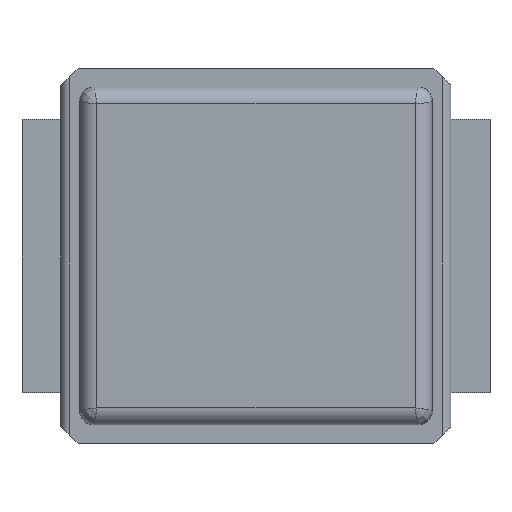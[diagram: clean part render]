
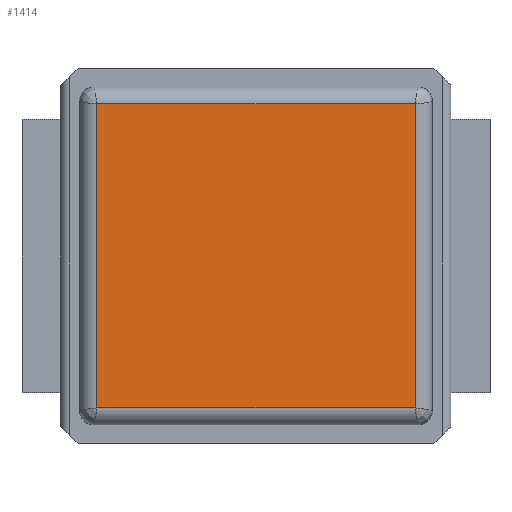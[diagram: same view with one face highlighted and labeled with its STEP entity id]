
A CAD part, top view. The second image highlights one B-rep face of the part: STEP entity #1414.
In plain terms, the highlighted planar face has unit normal (0, 0, 1).
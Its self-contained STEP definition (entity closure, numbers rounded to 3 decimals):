
#13=DIRECTION('',(0.,0.,1.));
#66=VECTOR('',#67,1.);
#67=DIRECTION('',(0.,1.,0.));
#81=DIRECTION('',(1.,0.,0.));
#120=VECTOR('',#81,1.);
#631=VECTOR('',#632,1.);
#632=DIRECTION('',(-0.,-1.,-0.));
#729=VECTOR('',#730,1.);
#730=DIRECTION('',(-1.,-0.,-0.));
#932=VERTEX_POINT('',#933);
#933=CARTESIAN_POINT('',(1.634,1.559,0.565));
#943=VERTEX_POINT('',#944);
#944=CARTESIAN_POINT('',(1.634,-1.559,0.565));
#950=ORIENTED_EDGE('',*,*,#951,.F.);
#951=EDGE_CURVE('',#932,#943,#952,.T.);
#952=LINE('',#953,#631);
#953=CARTESIAN_POINT('',(1.634,1.587,0.565));
#1010=VERTEX_POINT('',#1011);
#1011=CARTESIAN_POINT('',(-1.634,1.559,0.565));
#1017=ORIENTED_EDGE('',*,*,#1018,.F.);
#1018=EDGE_CURVE('',#1010,#932,#1019,.T.);
#1019=LINE('',#1020,#120);
#1020=CARTESIAN_POINT('',(-1.662,1.559,0.565));
#1089=VERTEX_POINT('',#1090);
#1090=CARTESIAN_POINT('',(-1.634,-1.559,0.565));
#1099=ORIENTED_EDGE('',*,*,#1100,.F.);
#1100=EDGE_CURVE('',#1089,#1010,#1101,.T.);
#1101=LINE('',#1102,#66);
#1102=CARTESIAN_POINT('',(-1.634,-1.587,0.565));
#1167=ORIENTED_EDGE('',*,*,#1168,.F.);
#1168=EDGE_CURVE('',#943,#1089,#1169,.T.);
#1169=LINE('',#1170,#729);
#1170=CARTESIAN_POINT('',(1.662,-1.559,0.565));
#1414=ADVANCED_FACE('',(#1415),#1417,.T.);
#1415=FACE_BOUND('',#1416,.T.);
#1416=EDGE_LOOP('',(#1017,#1099,#1167,#950));
#1417=PLANE('',#1418);
#1418=AXIS2_PLACEMENT_3D('',#1419,#13,#81);
#1419=CARTESIAN_POINT('',(-1.808,-1.733,0.565));
